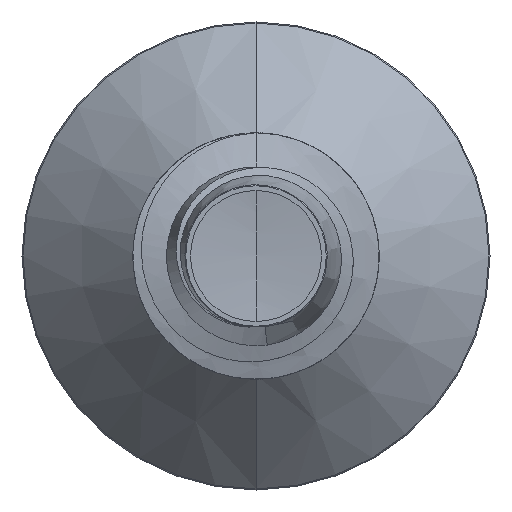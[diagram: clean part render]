
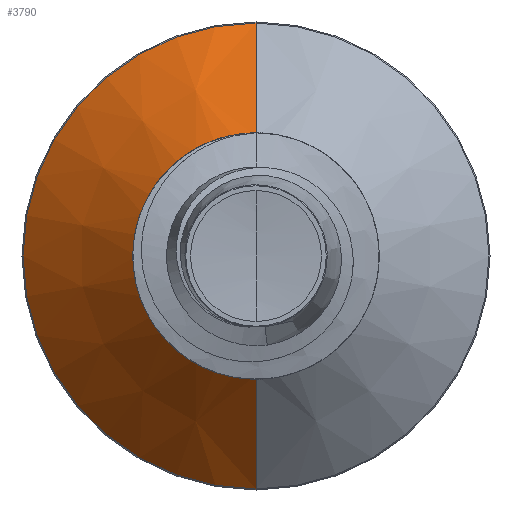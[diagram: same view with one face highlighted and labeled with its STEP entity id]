
A CAD part, front view. The second image highlights one B-rep face of the part: STEP entity #3790.
In plain terms, the highlighted conical face has half-angle 45 degrees and reference radius 0.97 mm.
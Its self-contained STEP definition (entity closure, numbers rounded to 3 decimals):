
#1460 = DIRECTION ( 'NONE',  ( 0., 0.707, -0.707 ) ) ;
#1691 = CARTESIAN_POINT ( 'NONE',  ( 0., 4.72, -0.97 ) ) ;
#2943 = VERTEX_POINT ( 'NONE', #6298 ) ;
#3000 = VERTEX_POINT ( 'NONE', #6029 ) ;
#3506 = CARTESIAN_POINT ( 'NONE',  ( 0., 5.641, -1.891 ) ) ;
#3790 = ADVANCED_FACE ( 'NONE', ( #15215 ), #10471, .T. ) ;
#4072 = VERTEX_POINT ( 'NONE', #3506 ) ;
#4219 = DIRECTION ( 'NONE',  ( 0., 1., 0. ) ) ;
#4241 = CARTESIAN_POINT ( 'NONE',  ( 0., 4.72, 0. ) ) ;
#4485 = DIRECTION ( 'NONE',  ( 0., 0., 1. ) ) ;
#6029 = CARTESIAN_POINT ( 'NONE',  ( 0., 4.72, -0.97 ) ) ;
#6298 = CARTESIAN_POINT ( 'NONE',  ( 0., 5.641, 1.891 ) ) ;
#6468 = ORIENTED_EDGE ( 'NONE', *, *, #11006, .F. ) ;
#6599 = ORIENTED_EDGE ( 'NONE', *, *, #12397, .T. ) ;
#6710 = ORIENTED_EDGE ( 'NONE', *, *, #12340, .F. ) ;
#8263 = VERTEX_POINT ( 'NONE', #10738 ) ;
#8640 = AXIS2_PLACEMENT_3D ( 'NONE', #4241, #4219, #4485 ) ;
#9280 = VECTOR ( 'NONE', #1460, 1000. ) ;
#10315 = ORIENTED_EDGE ( 'NONE', *, *, #12369, .T. ) ;
#10471 = CONICAL_SURFACE ( 'NONE', #8640, 0.97, 0.785 ) ;
#10738 = CARTESIAN_POINT ( 'NONE',  ( 0., 4.72, 0.97 ) ) ;
#11006 = EDGE_CURVE ( 'NONE', #3000, #4072, #12265, .T. ) ;
#12265 = LINE ( 'NONE', #1691, #9280 ) ;
#12340 = EDGE_CURVE ( 'NONE', #4072, #2943, #14783, .T. ) ;
#12369 = EDGE_CURVE ( 'NONE', #3000, #8263, #13269, .T. ) ;
#12397 = EDGE_CURVE ( 'NONE', #8263, #2943, #12506, .T. ) ;
#12506 = LINE ( 'NONE', #13370, #14290 ) ;
#12942 = EDGE_LOOP ( 'NONE', ( #6468, #10315, #6599, #6710 ) ) ;
#13269 = CIRCLE ( 'NONE', #15325, 0.97 ) ;
#13353 = DIRECTION ( 'NONE',  ( 0., 0.707, 0.707 ) ) ;
#13370 = CARTESIAN_POINT ( 'NONE',  ( 0., 4.72, 0.97 ) ) ;
#13393 = DIRECTION ( 'NONE',  ( 0., 0., 1. ) ) ;
#13403 = DIRECTION ( 'NONE',  ( 0., 1., 0. ) ) ;
#13406 = CARTESIAN_POINT ( 'NONE',  ( 0., 4.72, 0. ) ) ;
#13456 = DIRECTION ( 'NONE',  ( 0., 0., 1. ) ) ;
#13466 = DIRECTION ( 'NONE',  ( 0., 1., 0. ) ) ;
#13475 = CARTESIAN_POINT ( 'NONE',  ( 0., 5.641, 0. ) ) ;
#14290 = VECTOR ( 'NONE', #13353, 1000. ) ;
#14783 = CIRCLE ( 'NONE', #14928, 1.891 ) ;
#14928 = AXIS2_PLACEMENT_3D ( 'NONE', #13475, #13466, #13456 ) ;
#15215 = FACE_OUTER_BOUND ( 'NONE', #12942, .T. ) ;
#15325 = AXIS2_PLACEMENT_3D ( 'NONE', #13406, #13403, #13393 ) ;
